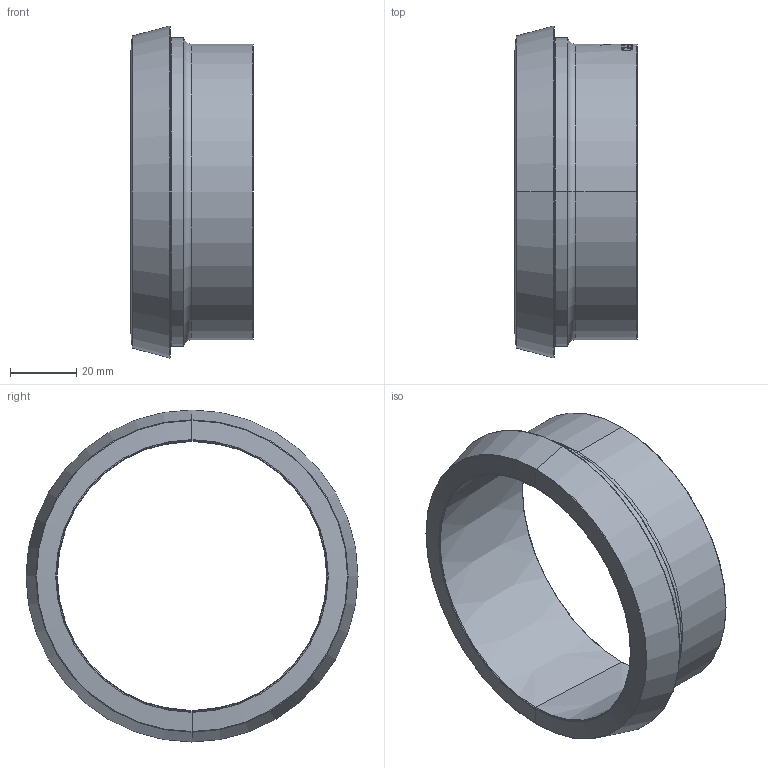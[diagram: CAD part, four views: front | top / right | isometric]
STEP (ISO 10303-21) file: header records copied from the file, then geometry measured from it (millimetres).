
FILE_DESCRIPTION (( 'STEP AP214' ), '1' );
FILE_NAME ('GL-214-088-x Kegelstutzen ISO SD88,9 x 2,3 heco.STEP', '2017-09-14T07:17:26', ( '' ), ( '' ), 'SwSTEP 2.0', 'SolidWorks 2016', '' );
FILE_SCHEMA (( 'AUTOMOTIVE_DESIGN' ));
Length unit declared in the file: millimetre
Products named in the file (1): GL-214-088-x Kegelstutzen ISO SD88,9 x 2,3 heco
Bounding box: 37 x 99.88 x 99.88 mm (x, y, z)
Volume: 47216.2 mm3; surface area: 23877.4 mm2
Topology: 1 solids, 1 shells, 220 faces, 557 edges, 364 vertices
Faces by surface type: bspline 110, plane 58, cylinder 28, torus 18, cone 6
Entity records: 23128 total; most frequent: CARTESIAN_POINT 16698, ORIENTED_EDGE 1114, EDGE_CURVE 557, DIRECTION 551, VERTEX_POINT 364, B_SPLINE_CURVE_WITH_KNOTS 344, EDGE_LOOP 247, AXIS2_PLACEMENT_3D 227
